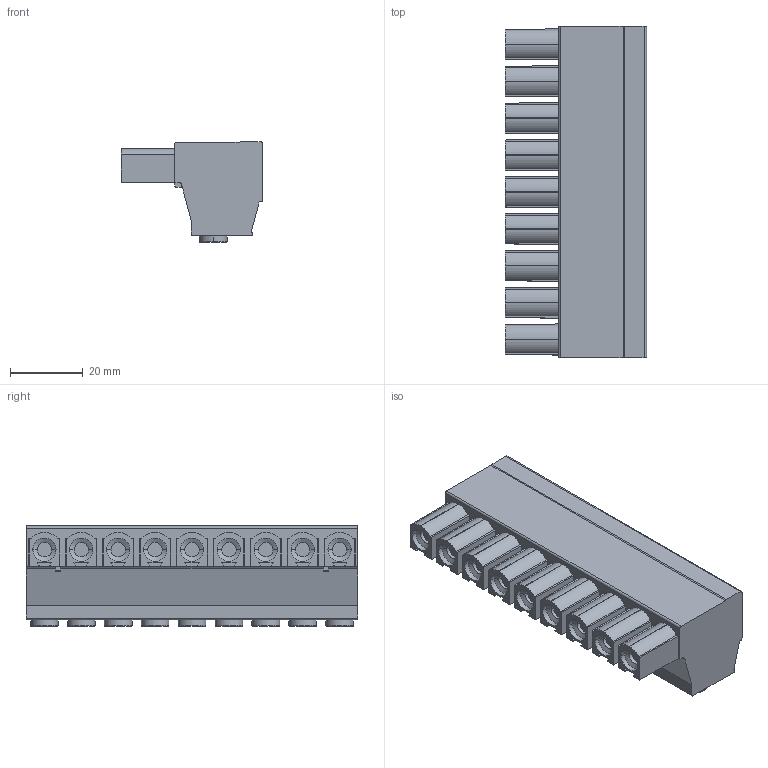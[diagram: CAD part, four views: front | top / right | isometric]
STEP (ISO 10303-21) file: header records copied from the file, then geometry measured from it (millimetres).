
FILE_DESCRIPTION((''),'2;1');
FILE_NAME('TLPS-800V-XXP-XS','2024-09-09T15:28:07',('yanfa'),(''),'CREO PARAMETRIC BY PTC INC, 2018100','CREO PARAMETRIC BY PTC INC, 2018100','');
FILE_SCHEMA(('AUTOMOTIVE_DESIGN { 1 0 10303 214 1 1 1 1 }'));
Length unit declared in the file: millimetre
Products named in the file (1): TLPS-800V-XXP-XS
Bounding box: 38.9 x 91.28 x 27.8 mm (x, y, z)
Volume: 53002.7 mm3; surface area: 17933.4 mm2
Topology: 1 solids, 1 shells, 588 faces, 1560 edges, 1010 vertices
Faces by surface type: plane 309, cylinder 243, cone 18, torus 18
Entity records: 18558 total; most frequent: CARTESIAN_POINT 3835, ORIENTED_EDGE 3120, DIRECTION 2969, EDGE_CURVE 1560, VERTEX_POINT 1010, AXIS2_PLACEMENT_3D 991, VECTOR 984, LINE 984
